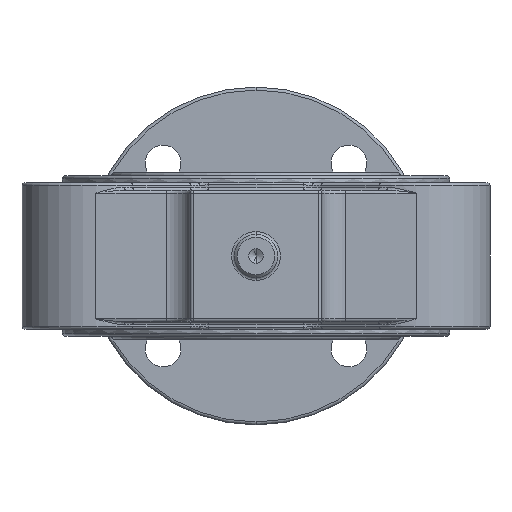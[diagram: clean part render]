
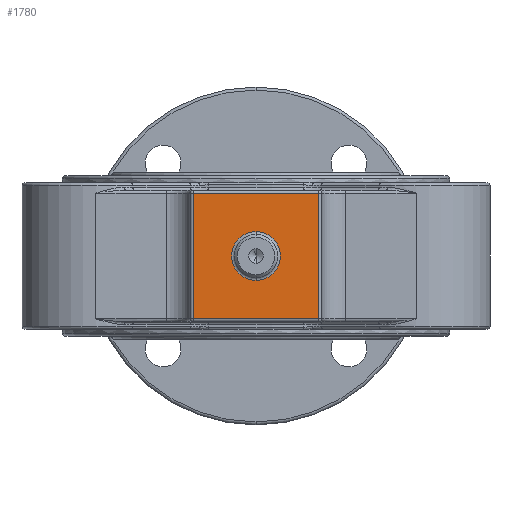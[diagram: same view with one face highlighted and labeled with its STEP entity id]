
A CAD part, front view. The second image highlights one B-rep face of the part: STEP entity #1780.
In plain terms, the highlighted planar face has unit normal (0, -1, 0).
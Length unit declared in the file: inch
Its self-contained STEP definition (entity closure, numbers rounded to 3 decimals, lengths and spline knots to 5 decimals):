
#63 = DIRECTION ( 'NONE',  ( 0., 0., -1. ) ) ;
#110 = DIRECTION ( 'NONE',  ( 0., 0., 1. ) ) ;
#177 = LINE ( 'NONE', #6246, #1235 ) ;
#227 = ORIENTED_EDGE ( 'NONE', *, *, #1353, .T. ) ;
#241 = EDGE_CURVE ( 'NONE', #6215, #9977, #1238, .T. ) ;
#304 = VERTEX_POINT ( 'NONE', #13158 ) ;
#544 = ORIENTED_EDGE ( 'NONE', *, *, #2860, .T. ) ;
#683 = CARTESIAN_POINT ( 'NONE',  ( 0.65975, -3.08998, 0.691 ) ) ;
#1083 = CIRCLE ( 'NONE', #11008, 0.25518 ) ;
#1235 = VECTOR ( 'NONE', #11481, 39.37008 ) ;
#1238 = LINE ( 'NONE', #683, #5356 ) ;
#1353 = EDGE_CURVE ( 'NONE', #9073, #12458, #11649, .T. ) ;
#1780 = ADVANCED_FACE ( 'NONE', ( #11881, #2514 ), #10926, .F. ) ;
#2126 = DIRECTION ( 'NONE',  ( 1., 0., 0. ) ) ;
#2316 = DIRECTION ( 'NONE',  ( 0., 1., 0. ) ) ;
#2514 = FACE_OUTER_BOUND ( 'NONE', #8273, .T. ) ;
#2860 = EDGE_CURVE ( 'NONE', #12458, #6215, #11564, .T. ) ;
#3612 = DIRECTION ( 'NONE',  ( 0., 0., 1. ) ) ;
#3644 = VECTOR ( 'NONE', #2126, 39.37008 ) ;
#3775 = CARTESIAN_POINT ( 'NONE',  ( 0.65975, -3.08998, 0.65975 ) ) ;
#4053 = VECTOR ( 'NONE', #63, 39.37008 ) ;
#4185 = CARTESIAN_POINT ( 'NONE',  ( 0., -3.08998, 0. ) ) ;
#5320 = CARTESIAN_POINT ( 'NONE',  ( -0.65975, -3.08998, 0.691 ) ) ;
#5356 = VECTOR ( 'NONE', #8205, 39.37008 ) ;
#5696 = CARTESIAN_POINT ( 'NONE',  ( 0.691, -3.08998, 0.691 ) ) ;
#5807 = CARTESIAN_POINT ( 'NONE',  ( 0.65975, -3.08998, -0.65975 ) ) ;
#6126 = CARTESIAN_POINT ( 'NONE',  ( -0.65975, -3.08998, 0.65975 ) ) ;
#6215 = VERTEX_POINT ( 'NONE', #5807 ) ;
#6246 = CARTESIAN_POINT ( 'NONE',  ( -0.691, -3.08998, 0.65975 ) ) ;
#6291 = CARTESIAN_POINT ( 'NONE',  ( 0., -3.08998, 0.25518 ) ) ;
#6519 = AXIS2_PLACEMENT_3D ( 'NONE', #4185, #11487, #12641 ) ;
#7579 = CARTESIAN_POINT ( 'NONE',  ( 0.691, -3.08998, -0.65975 ) ) ;
#7761 = EDGE_CURVE ( 'NONE', #304, #9566, #1083, .T. ) ;
#8205 = DIRECTION ( 'NONE',  ( 0., 0., 1. ) ) ;
#8273 = EDGE_LOOP ( 'NONE', ( #227, #544, #11581, #12877 ) ) ;
#8385 = EDGE_CURVE ( 'NONE', #9566, #304, #11777, .T. ) ;
#9073 = VERTEX_POINT ( 'NONE', #6126 ) ;
#9397 = ORIENTED_EDGE ( 'NONE', *, *, #7761, .T. ) ;
#9566 = VERTEX_POINT ( 'NONE', #6291 ) ;
#9977 = VERTEX_POINT ( 'NONE', #3775 ) ;
#10779 = EDGE_LOOP ( 'NONE', ( #12447, #9397 ) ) ;
#10926 = PLANE ( 'NONE',  #13077 ) ;
#11008 = AXIS2_PLACEMENT_3D ( 'NONE', #12646, #2316, #110 ) ;
#11481 = DIRECTION ( 'NONE',  ( -1., 0., 0. ) ) ;
#11487 = DIRECTION ( 'NONE',  ( 0., 1., 0. ) ) ;
#11535 = EDGE_CURVE ( 'NONE', #9977, #9073, #177, .T. ) ;
#11564 = LINE ( 'NONE', #7579, #3644 ) ;
#11581 = ORIENTED_EDGE ( 'NONE', *, *, #241, .T. ) ;
#11649 = LINE ( 'NONE', #5320, #4053 ) ;
#11743 = CARTESIAN_POINT ( 'NONE',  ( -0.65975, -3.08998, -0.65975 ) ) ;
#11777 = CIRCLE ( 'NONE', #6519, 0.25518 ) ;
#11881 = FACE_BOUND ( 'NONE', #10779, .T. ) ;
#12447 = ORIENTED_EDGE ( 'NONE', *, *, #8385, .T. ) ;
#12458 = VERTEX_POINT ( 'NONE', #11743 ) ;
#12641 = DIRECTION ( 'NONE',  ( 0., 0., 1. ) ) ;
#12646 = CARTESIAN_POINT ( 'NONE',  ( 0., -3.08998, 0. ) ) ;
#12877 = ORIENTED_EDGE ( 'NONE', *, *, #11535, .T. ) ;
#13077 = AXIS2_PLACEMENT_3D ( 'NONE', #5696, #13108, #3612 ) ;
#13108 = DIRECTION ( 'NONE',  ( 0., 1., 0. ) ) ;
#13158 = CARTESIAN_POINT ( 'NONE',  ( 0., -3.08998, -0.25518 ) ) ;
